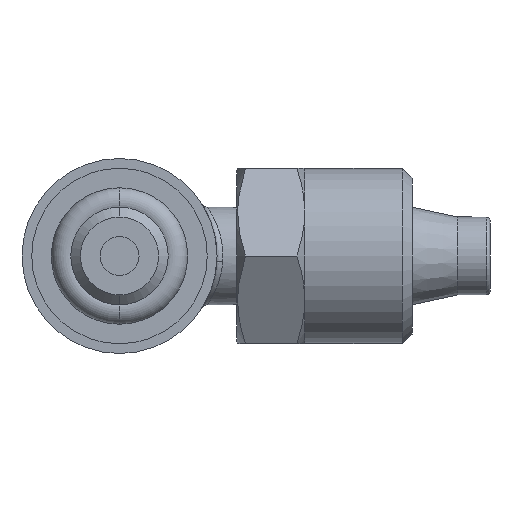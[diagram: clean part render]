
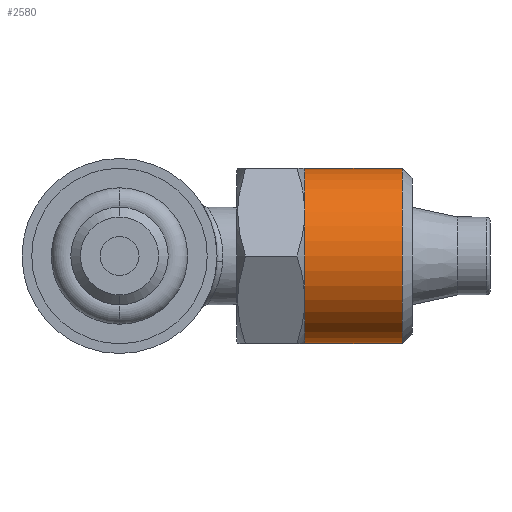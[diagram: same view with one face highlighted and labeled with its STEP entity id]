
A CAD part, front view. The second image highlights one B-rep face of the part: STEP entity #2580.
In plain terms, the highlighted cylindrical face has radius 4.5 mm (diameter 9 mm), a partial arc.
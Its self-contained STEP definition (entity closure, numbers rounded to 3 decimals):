
#2580 = ADVANCED_FACE ( 'NONE', ( #3442 ), #3454, .T. ) ;
#2581 = ORIENTED_EDGE ( 'NONE', *, *, #2621, .T. ) ;
#2582 = ORIENTED_EDGE ( 'NONE', *, *, #2603, .T. ) ;
#2590 = VERTEX_POINT ( 'NONE', #3431 ) ;
#2591 = ORIENTED_EDGE ( 'NONE', *, *, #2593, .F. ) ;
#2593 = EDGE_CURVE ( 'NONE', #2594, #2590, #2931, .T. ) ;
#2594 = VERTEX_POINT ( 'NONE', #3483 ) ;
#2595 = ORIENTED_EDGE ( 'NONE', *, *, #2596, .F. ) ;
#2596 = EDGE_CURVE ( 'NONE', #2650, #2594, #3480, .T. ) ;
#2598 = ORIENTED_EDGE ( 'NONE', *, *, #2599, .F. ) ;
#2599 = EDGE_CURVE ( 'NONE', #2590, #2604, #3472, .T. ) ;
#2603 = EDGE_CURVE ( 'NONE', #2619, #2604, #3473, .T. ) ;
#2604 = VERTEX_POINT ( 'NONE', #3511 ) ;
#2612 = VERTEX_POINT ( 'NONE', #3502 ) ;
#2619 = VERTEX_POINT ( 'NONE', #3484 ) ;
#2621 = EDGE_CURVE ( 'NONE', #2612, #2619, #2921, .T. ) ;
#2622 = EDGE_LOOP ( 'NONE', ( #2581, #2582, #2598, #2591, #2595, #2690 ) ) ;
#2650 = VERTEX_POINT ( 'NONE', #3568 ) ;
#2652 = EDGE_CURVE ( 'NONE', #2612, #2650, #3561, .T. ) ;
#2690 = ORIENTED_EDGE ( 'NONE', *, *, #2652, .F. ) ;
#2895 = CARTESIAN_POINT ( 'NONE',  ( 3.581, 12.5, 4.5 ) ) ;
#2903 = DIRECTION ( 'NONE',  ( 0., 0., -1. ) ) ;
#2904 = DIRECTION ( 'NONE',  ( -1., 0., 0. ) ) ;
#2918 = CARTESIAN_POINT ( 'NONE',  ( 9.5, 12.5, 0. ) ) ;
#2919 = AXIS2_PLACEMENT_3D ( 'NONE', #2918, #2930, #2929 ) ;
#2921 = CIRCLE ( 'NONE', #2927, 4.5 ) ;
#2922 = DIRECTION ( 'NONE',  ( -1., 0., 0. ) ) ;
#2923 = VECTOR ( 'NONE', #2922, 1000. ) ;
#2926 = CARTESIAN_POINT ( 'NONE',  ( 14.5, 12.5, 0. ) ) ;
#2927 = AXIS2_PLACEMENT_3D ( 'NONE', #2926, #2904, #2903 ) ;
#2929 = DIRECTION ( 'NONE',  ( 0., 0., -1. ) ) ;
#2930 = DIRECTION ( 'NONE',  ( -1., 0., 0. ) ) ;
#2931 = CIRCLE ( 'NONE', #2919, 4.5 ) ;
#3431 = CARTESIAN_POINT ( 'NONE',  ( 9.5, 8.603, 2.25 ) ) ;
#3438 = DIRECTION ( 'NONE',  ( 0., 0., -1. ) ) ;
#3439 = DIRECTION ( 'NONE',  ( -1., 0., 0. ) ) ;
#3442 = FACE_OUTER_BOUND ( 'NONE', #2622, .T. ) ;
#3444 = CARTESIAN_POINT ( 'NONE',  ( 3.581, 12.5, 0. ) ) ;
#3453 = AXIS2_PLACEMENT_3D ( 'NONE', #3444, #3439, #3438 ) ;
#3454 = CYLINDRICAL_SURFACE ( 'NONE', #3453, 4.5 ) ;
#3468 = DIRECTION ( 'NONE',  ( 0., 0., -1. ) ) ;
#3469 = DIRECTION ( 'NONE',  ( -1., 0., 0. ) ) ;
#3470 = CARTESIAN_POINT ( 'NONE',  ( 9.5, 12.5, 0. ) ) ;
#3471 = AXIS2_PLACEMENT_3D ( 'NONE', #3470, #3469, #3468 ) ;
#3472 = CIRCLE ( 'NONE', #3471, 4.5 ) ;
#3473 = LINE ( 'NONE', #2895, #2923 ) ;
#3477 = DIRECTION ( 'NONE',  ( 0., 0., -1. ) ) ;
#3478 = DIRECTION ( 'NONE',  ( -1., 0., 0. ) ) ;
#3479 = AXIS2_PLACEMENT_3D ( 'NONE', #3482, #3478, #3477 ) ;
#3480 = CIRCLE ( 'NONE', #3479, 4.5 ) ;
#3482 = CARTESIAN_POINT ( 'NONE',  ( 9.5, 12.5, 0. ) ) ;
#3483 = CARTESIAN_POINT ( 'NONE',  ( 9.5, 8.603, -2.25 ) ) ;
#3484 = CARTESIAN_POINT ( 'NONE',  ( 14.5, 12.5, 4.5 ) ) ;
#3502 = CARTESIAN_POINT ( 'NONE',  ( 14.5, 12.5, -4.5 ) ) ;
#3511 = CARTESIAN_POINT ( 'NONE',  ( 9.5, 12.5, 4.5 ) ) ;
#3561 = LINE ( 'NONE', #3587, #3586 ) ;
#3568 = CARTESIAN_POINT ( 'NONE',  ( 9.5, 12.5, -4.5 ) ) ;
#3586 = VECTOR ( 'NONE', #3588, 1000. ) ;
#3587 = CARTESIAN_POINT ( 'NONE',  ( 3.581, 12.5, -4.5 ) ) ;
#3588 = DIRECTION ( 'NONE',  ( -1., 0., 0. ) ) ;
